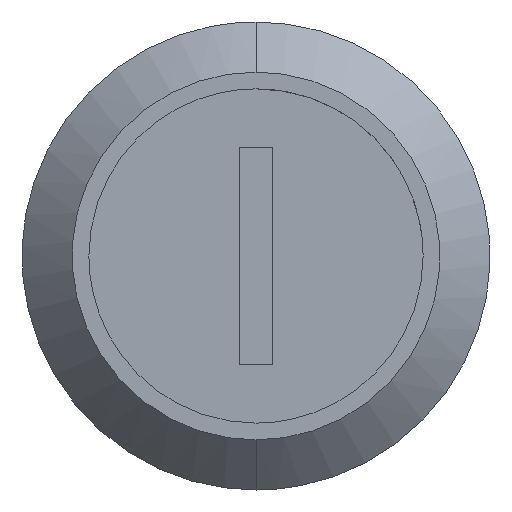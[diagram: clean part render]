
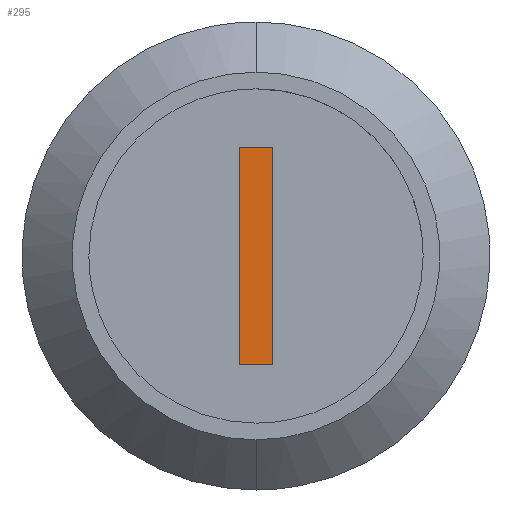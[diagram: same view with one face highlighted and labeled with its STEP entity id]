
A CAD part, front view. The second image highlights one B-rep face of the part: STEP entity #295.
In plain terms, the highlighted planar face has unit normal (0, -1, 0).
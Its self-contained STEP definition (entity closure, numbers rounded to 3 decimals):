
#24 = VERTEX_POINT('',#25);
#25 = CARTESIAN_POINT('',(407.,-7.,246.5));
#31 = PLANE('',#32);
#32 = AXIS2_PLACEMENT_3D('',#33,#34,#35);
#33 = CARTESIAN_POINT('',(406.68,-6.78,246.5));
#34 = DIRECTION('',(0.,0.,1.));
#35 = DIRECTION('',(1.,0.,0.));
#42 = PLANE('',#43);
#43 = AXIS2_PLACEMENT_3D('',#44,#45,#46);
#44 = CARTESIAN_POINT('',(407.,-6.78,260.92));
#45 = DIRECTION('',(1.,0.,0.));
#46 = DIRECTION('',(0.,0.,1.));
#79 = VERTEX_POINT('',#80);
#80 = CARTESIAN_POINT('',(409.,-7.,246.5));
#92 = PLANE('',#93);
#93 = AXIS2_PLACEMENT_3D('',#94,#95,#96);
#94 = CARTESIAN_POINT('',(409.,-6.78,245.08));
#95 = DIRECTION('',(-1.,0.,0.));
#96 = DIRECTION('',(0.,0.,-1.));
#103 = EDGE_CURVE('',#24,#79,#104,.T.);
#104 = SURFACE_CURVE('',#105,(#108,#114),.PCURVE_S1.);
#105 = B_SPLINE_CURVE_WITH_KNOTS('',1,(#106,#107),.UNSPECIFIED.,.F.,.F.,
  (2,2),(0.,2.),.PIECEWISE_BEZIER_KNOTS.);
#106 = CARTESIAN_POINT('',(407.,-7.,246.5));
#107 = CARTESIAN_POINT('',(409.,-7.,246.5));
#108 = PCURVE('',#31,#109);
#109 = DEFINITIONAL_REPRESENTATION('',(#110),#113);
#110 = B_SPLINE_CURVE_WITH_KNOTS('',1,(#111,#112),.UNSPECIFIED.,.F.,.F.,
  (2,2),(0.,2.),.PIECEWISE_BEZIER_KNOTS.);
#111 = CARTESIAN_POINT('',(0.32,-0.22));
#112 = CARTESIAN_POINT('',(2.32,-0.22));
#113 = ( GEOMETRIC_REPRESENTATION_CONTEXT(2) 
PARAMETRIC_REPRESENTATION_CONTEXT() REPRESENTATION_CONTEXT('2D SPACE',''
  ) );
#114 = PCURVE('',#115,#120);
#115 = PLANE('',#116);
#116 = AXIS2_PLACEMENT_3D('',#117,#118,#119);
#117 = CARTESIAN_POINT('',(406.68,-7.,245.08));
#118 = DIRECTION('',(0.,-1.,0.));
#119 = DIRECTION('',(1.,0.,0.));
#120 = DEFINITIONAL_REPRESENTATION('',(#121),#124);
#121 = B_SPLINE_CURVE_WITH_KNOTS('',1,(#122,#123),.UNSPECIFIED.,.F.,.F.,
  (2,2),(0.,2.),.PIECEWISE_BEZIER_KNOTS.);
#122 = CARTESIAN_POINT('',(0.32,1.42));
#123 = CARTESIAN_POINT('',(2.32,1.42));
#124 = ( GEOMETRIC_REPRESENTATION_CONTEXT(2) 
PARAMETRIC_REPRESENTATION_CONTEXT() REPRESENTATION_CONTEXT('2D SPACE',''
  ) );
#151 = VERTEX_POINT('',#152);
#152 = CARTESIAN_POINT('',(409.,-7.,259.5));
#164 = PLANE('',#165);
#165 = AXIS2_PLACEMENT_3D('',#166,#167,#168);
#166 = CARTESIAN_POINT('',(409.32,-6.78,259.5));
#167 = DIRECTION('',(0.,0.,-1.));
#168 = DIRECTION('',(-1.,0.,0.));
#175 = EDGE_CURVE('',#79,#151,#176,.T.);
#176 = SURFACE_CURVE('',#177,(#180,#186),.PCURVE_S1.);
#177 = B_SPLINE_CURVE_WITH_KNOTS('',1,(#178,#179),.UNSPECIFIED.,.F.,.F.,
  (2,2),(0.,13.),.PIECEWISE_BEZIER_KNOTS.);
#178 = CARTESIAN_POINT('',(409.,-7.,246.5));
#179 = CARTESIAN_POINT('',(409.,-7.,259.5));
#180 = PCURVE('',#92,#181);
#181 = DEFINITIONAL_REPRESENTATION('',(#182),#185);
#182 = B_SPLINE_CURVE_WITH_KNOTS('',1,(#183,#184),.UNSPECIFIED.,.F.,.F.,
  (2,2),(0.,13.),.PIECEWISE_BEZIER_KNOTS.);
#183 = CARTESIAN_POINT('',(-1.42,0.22));
#184 = CARTESIAN_POINT('',(-14.42,0.22));
#185 = ( GEOMETRIC_REPRESENTATION_CONTEXT(2) 
PARAMETRIC_REPRESENTATION_CONTEXT() REPRESENTATION_CONTEXT('2D SPACE',''
  ) );
#186 = PCURVE('',#115,#187);
#187 = DEFINITIONAL_REPRESENTATION('',(#188),#191);
#188 = B_SPLINE_CURVE_WITH_KNOTS('',1,(#189,#190),.UNSPECIFIED.,.F.,.F.,
  (2,2),(0.,13.),.PIECEWISE_BEZIER_KNOTS.);
#189 = CARTESIAN_POINT('',(2.32,1.42));
#190 = CARTESIAN_POINT('',(2.32,14.42));
#191 = ( GEOMETRIC_REPRESENTATION_CONTEXT(2) 
PARAMETRIC_REPRESENTATION_CONTEXT() REPRESENTATION_CONTEXT('2D SPACE',''
  ) );
#218 = VERTEX_POINT('',#219);
#219 = CARTESIAN_POINT('',(407.,-7.,259.5));
#237 = EDGE_CURVE('',#151,#218,#238,.T.);
#238 = SURFACE_CURVE('',#239,(#242,#248),.PCURVE_S1.);
#239 = B_SPLINE_CURVE_WITH_KNOTS('',1,(#240,#241),.UNSPECIFIED.,.F.,.F.,
  (2,2),(0.,2.),.PIECEWISE_BEZIER_KNOTS.);
#240 = CARTESIAN_POINT('',(409.,-7.,259.5));
#241 = CARTESIAN_POINT('',(407.,-7.,259.5));
#242 = PCURVE('',#164,#243);
#243 = DEFINITIONAL_REPRESENTATION('',(#244),#247);
#244 = B_SPLINE_CURVE_WITH_KNOTS('',1,(#245,#246),.UNSPECIFIED.,.F.,.F.,
  (2,2),(0.,2.),.PIECEWISE_BEZIER_KNOTS.);
#245 = CARTESIAN_POINT('',(0.32,-0.22));
#246 = CARTESIAN_POINT('',(2.32,-0.22));
#247 = ( GEOMETRIC_REPRESENTATION_CONTEXT(2) 
PARAMETRIC_REPRESENTATION_CONTEXT() REPRESENTATION_CONTEXT('2D SPACE',''
  ) );
#248 = PCURVE('',#115,#249);
#249 = DEFINITIONAL_REPRESENTATION('',(#250),#253);
#250 = B_SPLINE_CURVE_WITH_KNOTS('',1,(#251,#252),.UNSPECIFIED.,.F.,.F.,
  (2,2),(0.,2.),.PIECEWISE_BEZIER_KNOTS.);
#251 = CARTESIAN_POINT('',(2.32,14.42));
#252 = CARTESIAN_POINT('',(0.32,14.42));
#253 = ( GEOMETRIC_REPRESENTATION_CONTEXT(2) 
PARAMETRIC_REPRESENTATION_CONTEXT() REPRESENTATION_CONTEXT('2D SPACE',''
  ) );
#278 = EDGE_CURVE('',#218,#24,#279,.T.);
#279 = SURFACE_CURVE('',#280,(#283,#289),.PCURVE_S1.);
#280 = B_SPLINE_CURVE_WITH_KNOTS('',1,(#281,#282),.UNSPECIFIED.,.F.,.F.,
  (2,2),(0.,13.),.PIECEWISE_BEZIER_KNOTS.);
#281 = CARTESIAN_POINT('',(407.,-7.,259.5));
#282 = CARTESIAN_POINT('',(407.,-7.,246.5));
#283 = PCURVE('',#42,#284);
#284 = DEFINITIONAL_REPRESENTATION('',(#285),#288);
#285 = B_SPLINE_CURVE_WITH_KNOTS('',1,(#286,#287),.UNSPECIFIED.,.F.,.F.,
  (2,2),(0.,13.),.PIECEWISE_BEZIER_KNOTS.);
#286 = CARTESIAN_POINT('',(-1.42,0.22));
#287 = CARTESIAN_POINT('',(-14.42,0.22));
#288 = ( GEOMETRIC_REPRESENTATION_CONTEXT(2) 
PARAMETRIC_REPRESENTATION_CONTEXT() REPRESENTATION_CONTEXT('2D SPACE',''
  ) );
#289 = PCURVE('',#115,#290);
#290 = DEFINITIONAL_REPRESENTATION('',(#291),#294);
#291 = B_SPLINE_CURVE_WITH_KNOTS('',1,(#292,#293),.UNSPECIFIED.,.F.,.F.,
  (2,2),(0.,13.),.PIECEWISE_BEZIER_KNOTS.);
#292 = CARTESIAN_POINT('',(0.32,14.42));
#293 = CARTESIAN_POINT('',(0.32,1.42));
#294 = ( GEOMETRIC_REPRESENTATION_CONTEXT(2) 
PARAMETRIC_REPRESENTATION_CONTEXT() REPRESENTATION_CONTEXT('2D SPACE',''
  ) );
#295 = ADVANCED_FACE('',(#296),#115,.T.);
#296 = FACE_BOUND('',#297,.T.);
#297 = EDGE_LOOP('',(#298,#299,#300,#301));
#298 = ORIENTED_EDGE('',*,*,#103,.T.);
#299 = ORIENTED_EDGE('',*,*,#175,.T.);
#300 = ORIENTED_EDGE('',*,*,#237,.T.);
#301 = ORIENTED_EDGE('',*,*,#278,.T.);
